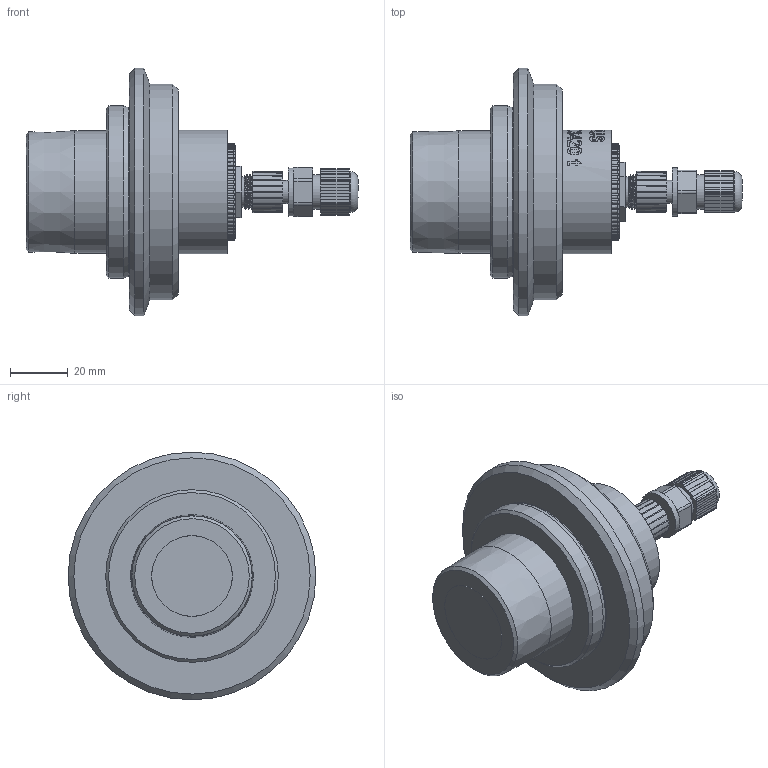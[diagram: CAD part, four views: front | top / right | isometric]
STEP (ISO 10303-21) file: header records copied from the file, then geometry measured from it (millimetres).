
FILE_DESCRIPTION(/* description */ (''),/* implementation_level */ '2;1');
FILE_NAME(/* name */ 'APZ3420t_G28_M12x1-straight.step',/* time_stamp */ '2021-07-12T11:59:54+03:00',/* author */ (''),/* organization */ (''),/* preprocessor_version */ 'ST-DEVELOPER v18.1',/* originating_system */ 'Autodesk Translation Framework v10.9.0.1377',/* authorisation */ '');
FILE_SCHEMA (('AUTOMOTIVE_DESIGN { 1 0 10303 214 3 1 1 }'));
Products named in the file (7): АПЗ 3420 t -filled; OMAL nut M27x1.5 v8; Ш100.000.002 v4; M12x1 male v16; M12x1 female straight v9; Housing G28; G28
Assembly tree (6 placements, depth 2):
  АПЗ 3420 t -filled
    OMAL nut M27x1.5 v8
    Ш100.000.002 v4
    M12x1 male v16
    M12x1 female straight v9
    Housing G28
    G28
Bounding box: 115.21 x 86 x 86 mm (x, y, z)
Volume: 147412.3 mm3; surface area: 48759.7 mm2
Topology: 18 solids, 18 shells, 1009 faces, 2754 edges, 1838 vertices
Faces by surface type: bspline 494, plane 287, cylinder 162, cone 56, torus 10
Full cylindrical faces by diameter (mm): 1 x12, 1.5 x4, 3.3 x1, 5 x1, 5.2 x2, 7.3 x1, 7.5 x1, 8 x3, 8.2 x1, 9.5 x1, 9.8 x1, 10.293 x1, 10.6 x2, 10.741 x6, 11 x1, 11.445 x5, 11.884 x5, 12 x1, 13.157 x2, 13.5 x1, 14 x2, 14.137 x4, 14.526 x3, 15.85 x3, 16.203 x3, 17 x1, 21.4 x2, 22.3 x1, 22.5 x1, 24.5 x1
Entity records: 58904 total; most frequent: CARTESIAN_POINT 37056, ORIENTED_EDGE 5502, DIRECTION 2790, EDGE_CURVE 2751, VERTEX_POINT 1836, B_SPLINE_CURVE_WITH_KNOTS 1288, EDGE_LOOP 1085, LINE 1024
